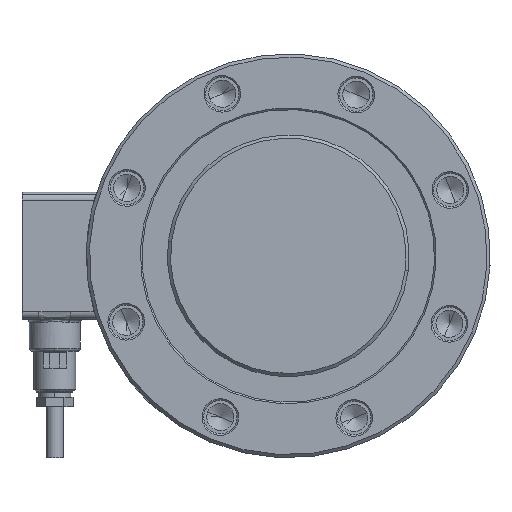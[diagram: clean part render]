
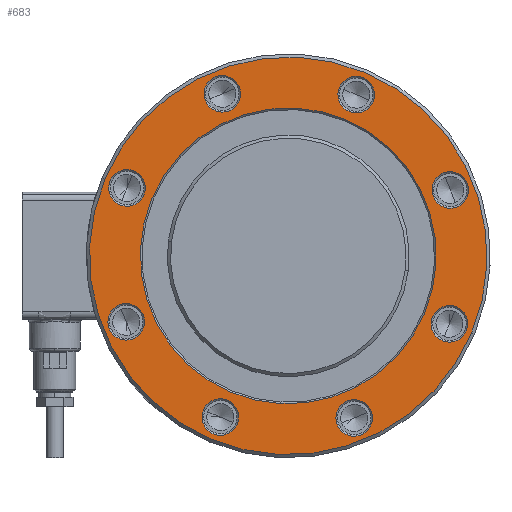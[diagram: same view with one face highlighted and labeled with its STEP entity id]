
A CAD part, left-side view. The second image highlights one B-rep face of the part: STEP entity #683.
In plain terms, the highlighted face is planar.
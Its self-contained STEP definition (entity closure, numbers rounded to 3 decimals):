
#683=ADVANCED_FACE('5:870',(#1425,#1426,#1427,#1428,#1429,#1430,#1431,#1432,#1433,#1434),#1435,.T.);
#1425=FACE_BOUND('',#2319,.T.);
#1426=FACE_BOUND('',#2320,.T.);
#1427=FACE_BOUND('',#2321,.T.);
#1428=FACE_BOUND('',#2322,.T.);
#1429=FACE_OUTER_BOUND('',#2323,.T.);
#1430=FACE_BOUND('',#2324,.T.);
#1431=FACE_BOUND('',#2325,.T.);
#1432=FACE_BOUND('',#2326,.T.);
#1433=FACE_BOUND('',#2327,.T.);
#1434=FACE_BOUND('',#2328,.T.);
#1435=PLANE('',#2329);
#2319=EDGE_LOOP('',(#3841,#3842));
#2320=EDGE_LOOP('',(#3843,#3844));
#2321=EDGE_LOOP('',(#3845,#3846));
#2322=EDGE_LOOP('',(#3847,#3848));
#2323=EDGE_LOOP('',(#3849,#3850));
#2324=EDGE_LOOP('',(#3851,#3852));
#2325=EDGE_LOOP('',(#3853,#3854));
#2326=EDGE_LOOP('',(#3855,#3856));
#2327=EDGE_LOOP('',(#3857,#3858));
#2328=EDGE_LOOP('',(#3859,#3860));
#2329=AXIS2_PLACEMENT_3D('',#3861,#3862,#3863);
#3841=ORIENTED_EDGE('',*,*,#5800,.F.);
#3842=ORIENTED_EDGE('',*,*,#5801,.F.);
#3843=ORIENTED_EDGE('',*,*,#5722,.F.);
#3844=ORIENTED_EDGE('',*,*,#5802,.F.);
#3845=ORIENTED_EDGE('',*,*,#5803,.F.);
#3846=ORIENTED_EDGE('',*,*,#5594,.F.);
#3847=ORIENTED_EDGE('',*,*,#5804,.F.);
#3848=ORIENTED_EDGE('',*,*,#5805,.F.);
#3849=ORIENTED_EDGE('',*,*,#5806,.F.);
#3850=ORIENTED_EDGE('',*,*,#5536,.F.);
#3851=ORIENTED_EDGE('',*,*,#5807,.T.);
#3852=ORIENTED_EDGE('',*,*,#5685,.T.);
#3853=ORIENTED_EDGE('',*,*,#5741,.F.);
#3854=ORIENTED_EDGE('',*,*,#5808,.F.);
#3855=ORIENTED_EDGE('',*,*,#5781,.F.);
#3856=ORIENTED_EDGE('',*,*,#5501,.F.);
#3857=ORIENTED_EDGE('',*,*,#5789,.F.);
#3858=ORIENTED_EDGE('',*,*,#5550,.F.);
#3859=ORIENTED_EDGE('',*,*,#5809,.F.);
#3860=ORIENTED_EDGE('',*,*,#5810,.F.);
#3861=CARTESIAN_POINT('',(107.866,156.909,0.0));
#3862=DIRECTION('',(1.0,0.0,0.0));
#3863=DIRECTION('',(0.0,-1.0,0.0));
#5501=EDGE_CURVE('',#6491,#6493,#6494,.T.);
#5536=EDGE_CURVE('',#6554,#6549,#6556,.T.);
#5550=EDGE_CURVE('',#6578,#6580,#6581,.T.);
#5594=EDGE_CURVE('',#6643,#6645,#6646,.T.);
#5685=EDGE_CURVE('',#6805,#6802,#6806,.T.);
#5722=EDGE_CURVE('5:999',#6864,#6862,#6866,.T.);
#5741=EDGE_CURVE('5:1014',#6896,#6894,#6898,.T.);
#5781=EDGE_CURVE('5:1017',#6493,#6491,#6953,.T.);
#5789=EDGE_CURVE('5:1020',#6580,#6578,#6965,.T.);
#5800=EDGE_CURVE('5:996',#6980,#6981,#6982,.T.);
#5801=EDGE_CURVE('',#6981,#6980,#6983,.T.);
#5802=EDGE_CURVE('',#6862,#6864,#6984,.T.);
#5803=EDGE_CURVE('5:1002',#6645,#6643,#6985,.T.);
#5804=EDGE_CURVE('5:1005',#6986,#6987,#6988,.T.);
#5805=EDGE_CURVE('',#6987,#6986,#6989,.T.);
#5806=EDGE_CURVE('5:1008',#6549,#6554,#6990,.T.);
#5807=EDGE_CURVE('5:1011',#6802,#6805,#6991,.T.);
#5808=EDGE_CURVE('',#6894,#6896,#6992,.T.);
#5809=EDGE_CURVE('5:990',#6993,#6994,#6995,.T.);
#5810=EDGE_CURVE('',#6994,#6993,#6996,.T.);
#6491=VERTEX_POINT('',#7858);
#6493=VERTEX_POINT('',#7861);
#6494=CIRCLE('',#7862,5.75);
#6549=VERTEX_POINT('',#7930);
#6554=VERTEX_POINT('',#7936);
#6556=CIRCLE('',#7939,62.5);
#6578=VERTEX_POINT('',#7965);
#6580=VERTEX_POINT('',#7968);
#6581=CIRCLE('',#7969,5.75);
#6643=VERTEX_POINT('',#8046);
#6645=VERTEX_POINT('',#8049);
#6646=CIRCLE('',#8050,5.75);
#6802=VERTEX_POINT('',#8235);
#6805=VERTEX_POINT('',#8239);
#6806=CIRCLE('',#8240,46.5);
#6862=VERTEX_POINT('',#8311);
#6864=VERTEX_POINT('',#8314);
#6866=CIRCLE('',#8317,5.75);
#6894=VERTEX_POINT('',#8389);
#6896=VERTEX_POINT('',#8392);
#6898=CIRCLE('',#8395,5.75);
#6953=CIRCLE('',#8464,5.75);
#6965=CIRCLE('',#8488,5.75);
#6980=VERTEX_POINT('',#8507);
#6981=VERTEX_POINT('',#8508);
#6982=CIRCLE('',#8509,5.75);
#6983=CIRCLE('',#8510,5.75);
#6984=CIRCLE('',#8511,5.75);
#6985=CIRCLE('',#8512,5.75);
#6986=VERTEX_POINT('',#8513);
#6987=VERTEX_POINT('',#8514);
#6988=CIRCLE('',#8515,5.75);
#6989=CIRCLE('',#8516,5.75);
#6990=CIRCLE('',#8517,62.5);
#6991=CIRCLE('',#8518,46.5);
#6992=CIRCLE('',#8519,5.75);
#6993=VERTEX_POINT('',#8520);
#6994=VERTEX_POINT('',#8521);
#6995=CIRCLE('',#8522,5.75);
#6996=CIRCLE('',#8523,5.75);
#7858=CARTESIAN_POINT('',(107.866,163.159,0.));
#7861=CARTESIAN_POINT('',(107.866,151.659,0.));
#7862=AXIS2_PLACEMENT_3D('',#9657,#9658,#9659);
#7930=CARTESIAN_POINT('',(107.866,164.909,0.0));
#7936=CARTESIAN_POINT('',(107.866,39.909,0.));
#7939=AXIS2_PLACEMENT_3D('',#9711,#9712,#9713);
#7965=CARTESIAN_POINT('',(107.866,59.453,-42.957));
#7968=CARTESIAN_POINT('',(107.866,67.584,-34.825));
#7969=AXIS2_PLACEMENT_3D('',#9734,#9735,#9736);
#8046=CARTESIAN_POINT('',(107.866,145.366,42.957));
#8049=CARTESIAN_POINT('',(107.866,137.234,34.825));
#8050=AXIS2_PLACEMENT_3D('',#9804,#9805,#9806);
#8235=CARTESIAN_POINT('',(107.866,148.909,0.0));
#8239=CARTESIAN_POINT('',(107.866,55.909,0.));
#8240=AXIS2_PLACEMENT_3D('',#9972,#9973,#9974);
#8311=CARTESIAN_POINT('',(107.866,41.659,0.));
#8314=CARTESIAN_POINT('',(107.866,53.159,0.));
#8317=AXIS2_PLACEMENT_3D('',#10028,#10029,#10030);
#8389=CARTESIAN_POINT('',(107.866,102.409,60.75));
#8392=CARTESIAN_POINT('',(107.866,102.409,49.25));
#8395=AXIS2_PLACEMENT_3D('',#10050,#10051,#10052);
#8464=AXIS2_PLACEMENT_3D('',#10103,#10104,#10105);
#8488=AXIS2_PLACEMENT_3D('',#10112,#10113,#10114);
#8507=CARTESIAN_POINT('',(107.866,102.409,-49.25));
#8508=CARTESIAN_POINT('',(107.866,102.409,-60.75));
#8509=AXIS2_PLACEMENT_3D('',#10128,#10129,#10130);
#8510=AXIS2_PLACEMENT_3D('',#10131,#10132,#10133);
#8511=AXIS2_PLACEMENT_3D('',#10134,#10135,#10136);
#8512=AXIS2_PLACEMENT_3D('',#10137,#10138,#10139);
#8513=CARTESIAN_POINT('',(107.866,67.584,34.825));
#8514=CARTESIAN_POINT('',(107.866,59.453,42.957));
#8515=AXIS2_PLACEMENT_3D('',#10140,#10141,#10142);
#8516=AXIS2_PLACEMENT_3D('',#10143,#10144,#10145);
#8517=AXIS2_PLACEMENT_3D('',#10146,#10147,#10148);
#8518=AXIS2_PLACEMENT_3D('',#10149,#10150,#10151);
#8519=AXIS2_PLACEMENT_3D('',#10152,#10153,#10154);
#8520=CARTESIAN_POINT('',(107.866,137.234,-34.825));
#8521=CARTESIAN_POINT('',(107.866,145.366,-42.957));
#8522=AXIS2_PLACEMENT_3D('',#10155,#10156,#10157);
#8523=AXIS2_PLACEMENT_3D('',#10158,#10159,#10160);
#9657=CARTESIAN_POINT('',(107.866,157.409,0.));
#9658=DIRECTION('',(1.0,0.0,0.0));
#9659=DIRECTION('',(0.0,1.0,0.0));
#9711=CARTESIAN_POINT('',(107.866,102.409,0.0));
#9712=DIRECTION('',(-1.0,0.0,0.0));
#9713=DIRECTION('',(0.0,1.0,0.0));
#9734=CARTESIAN_POINT('',(107.866,63.518,-38.891));
#9735=DIRECTION('',(1.0,0.0,0.0));
#9736=DIRECTION('',(0.0,-0.707,-0.707));
#9804=CARTESIAN_POINT('',(107.866,141.3,38.891));
#9805=DIRECTION('',(1.0,0.0,-0.0));
#9806=DIRECTION('',(0.0,0.707,0.707));
#9972=CARTESIAN_POINT('',(107.866,102.409,0.0));
#9973=DIRECTION('',(-1.0,0.0,0.0));
#9974=DIRECTION('',(0.0,1.0,0.0));
#10028=CARTESIAN_POINT('',(107.866,47.409,0.));
#10029=DIRECTION('',(1.0,0.0,0.0));
#10030=DIRECTION('',(0.0,-1.0,0.));
#10050=CARTESIAN_POINT('',(107.866,102.409,55.));
#10051=DIRECTION('',(1.0,0.0,-0.0));
#10052=DIRECTION('',(0.0,0.0,1.0));
#10103=CARTESIAN_POINT('',(107.866,157.409,0.));
#10104=DIRECTION('',(1.0,0.0,0.0));
#10105=DIRECTION('',(0.0,1.0,0.0));
#10112=CARTESIAN_POINT('',(107.866,63.518,-38.891));
#10113=DIRECTION('',(1.0,0.0,0.0));
#10114=DIRECTION('',(0.0,-0.707,-0.707));
#10128=CARTESIAN_POINT('',(107.866,102.409,-55.0));
#10129=DIRECTION('',(1.0,0.0,0.0));
#10130=DIRECTION('',(0.0,0.0,-1.0));
#10131=CARTESIAN_POINT('',(107.866,102.409,-55.0));
#10132=DIRECTION('',(1.0,0.0,0.0));
#10133=DIRECTION('',(0.0,0.0,-1.0));
#10134=CARTESIAN_POINT('',(107.866,47.409,0.));
#10135=DIRECTION('',(1.0,0.0,0.0));
#10136=DIRECTION('',(0.0,-1.0,0.));
#10137=CARTESIAN_POINT('',(107.866,141.3,38.891));
#10138=DIRECTION('',(1.0,0.0,-0.0));
#10139=DIRECTION('',(0.0,0.707,0.707));
#10140=CARTESIAN_POINT('',(107.866,63.518,38.891));
#10141=DIRECTION('',(1.0,0.0,0.0));
#10142=DIRECTION('',(0.0,-0.707,0.707));
#10143=CARTESIAN_POINT('',(107.866,63.518,38.891));
#10144=DIRECTION('',(1.0,0.0,0.0));
#10145=DIRECTION('',(0.0,-0.707,0.707));
#10146=CARTESIAN_POINT('',(107.866,102.409,0.0));
#10147=DIRECTION('',(-1.0,0.0,0.0));
#10148=DIRECTION('',(0.0,1.0,0.0));
#10149=CARTESIAN_POINT('',(107.866,102.409,0.0));
#10150=DIRECTION('',(-1.0,0.0,0.0));
#10151=DIRECTION('',(0.0,1.0,0.0));
#10152=CARTESIAN_POINT('',(107.866,102.409,55.));
#10153=DIRECTION('',(1.0,0.0,-0.0));
#10154=DIRECTION('',(0.0,0.0,1.0));
#10155=CARTESIAN_POINT('',(107.866,141.3,-38.891));
#10156=DIRECTION('',(1.0,0.0,0.0));
#10157=DIRECTION('',(0.0,0.707,-0.707));
#10158=CARTESIAN_POINT('',(107.866,141.3,-38.891));
#10159=DIRECTION('',(1.0,0.0,0.0));
#10160=DIRECTION('',(0.0,0.707,-0.707));
